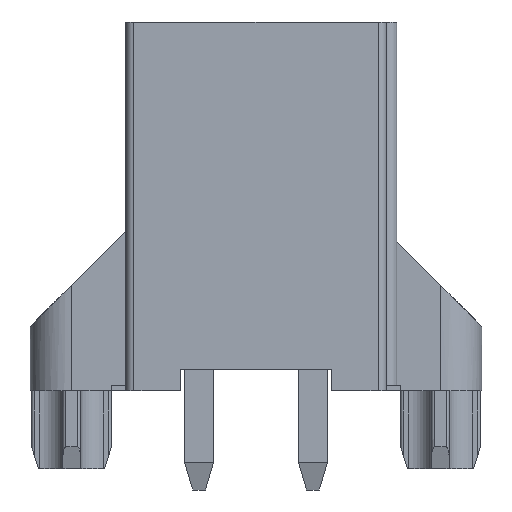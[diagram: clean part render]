
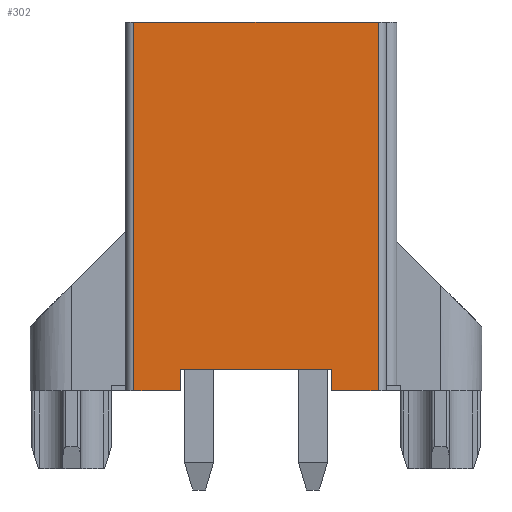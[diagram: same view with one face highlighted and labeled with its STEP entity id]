
A CAD part, front view. The second image highlights one B-rep face of the part: STEP entity #302.
In plain terms, the highlighted planar face has unit normal (0, -1, 0).
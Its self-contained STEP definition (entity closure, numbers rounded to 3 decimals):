
#302 = ADVANCED_FACE( '', ( #745 ), #746, .T. );
#745 = FACE_OUTER_BOUND( '', #1190, .T. );
#746 = PLANE( '', #1191 );
#1190 = EDGE_LOOP( '', ( #2938, #2939, #2940, #2941, #2942, #2943, #2944, #2945 ) );
#1191 = AXIS2_PLACEMENT_3D( '', #2946, #2947, #2948 );
#2938 = ORIENTED_EDGE( '', *, *, #3520, .F. );
#2939 = ORIENTED_EDGE( '', *, *, #3469, .T. );
#2940 = ORIENTED_EDGE( '', *, *, #3096, .F. );
#2941 = ORIENTED_EDGE( '', *, *, #3316, .F. );
#2942 = ORIENTED_EDGE( '', *, *, #3516, .T. );
#2943 = ORIENTED_EDGE( '', *, *, #3365, .T. );
#2944 = ORIENTED_EDGE( '', *, *, #3359, .T. );
#2945 = ORIENTED_EDGE( '', *, *, #3440, .T. );
#2946 = CARTESIAN_POINT( '', ( -4.5, -4.8, 6.8 ) );
#2947 = DIRECTION( '', ( 0., -1., 0. ) );
#2948 = DIRECTION( '', ( 0., 0., -1. ) );
#3096 = EDGE_CURVE( '', #3776, #3777, #3778, .T. );
#3316 = EDGE_CURVE( '', #4161, #3776, #4163, .T. );
#3359 = EDGE_CURVE( '', #4230, #4228, #4231, .T. );
#3365 = EDGE_CURVE( '', #4241, #4230, #4242, .T. );
#3440 = EDGE_CURVE( '', #4228, #4348, #4350, .T. );
#3469 = EDGE_CURVE( '', #4389, #3777, #4390, .T. );
#3516 = EDGE_CURVE( '', #4161, #4241, #4442, .T. );
#3520 = EDGE_CURVE( '', #4389, #4348, #4446, .T. );
#3776 = VERTEX_POINT( '', #4936 );
#3777 = VERTEX_POINT( '', #4937 );
#3778 = LINE( '', #4938, #4939 );
#4161 = VERTEX_POINT( '', #5582 );
#4163 = LINE( '', #5584, #5585 );
#4228 = VERTEX_POINT( '', #5689 );
#4230 = VERTEX_POINT( '', #5692 );
#4231 = LINE( '', #5693, #5694 );
#4241 = VERTEX_POINT( '', #5709 );
#4242 = LINE( '', #5710, #5711 );
#4348 = VERTEX_POINT( '', #5892 );
#4350 = LINE( '', #5895, #5896 );
#4389 = VERTEX_POINT( '', #5962 );
#4390 = LINE( '', #5963, #5964 );
#4442 = LINE( '', #6069, #6070 );
#4446 = LINE( '', #6077, #6078 );
#4936 = CARTESIAN_POINT( '', ( 4.5, -4.8, 6.8 ) );
#4937 = CARTESIAN_POINT( '', ( 4.5, -4.8, -6.8 ) );
#4938 = CARTESIAN_POINT( '', ( 4.5, -4.8, 6.8 ) );
#4939 = VECTOR( '', #6231, 1000. );
#5582 = CARTESIAN_POINT( '', ( -4.5, -4.8, 6.8 ) );
#5584 = CARTESIAN_POINT( '', ( -4.5, -4.8, 6.8 ) );
#5585 = VECTOR( '', #6489, 1000. );
#5689 = CARTESIAN_POINT( '', ( -2.8, -4.8, -6. ) );
#5692 = CARTESIAN_POINT( '', ( -2.8, -4.8, -6.8 ) );
#5693 = CARTESIAN_POINT( '', ( -2.8, -4.8, -6.8 ) );
#5694 = VECTOR( '', #6536, 1000. );
#5709 = CARTESIAN_POINT( '', ( -4.5, -4.8, -6.8 ) );
#5710 = CARTESIAN_POINT( '', ( -4.5, -4.8, -6.8 ) );
#5711 = VECTOR( '', #6542, 1000. );
#5892 = CARTESIAN_POINT( '', ( 2.8, -4.8, -6. ) );
#5895 = CARTESIAN_POINT( '', ( -2.8, -4.8, -6. ) );
#5896 = VECTOR( '', #6626, 1000. );
#5962 = CARTESIAN_POINT( '', ( 2.8, -4.8, -6.8 ) );
#5963 = CARTESIAN_POINT( '', ( 2.8, -4.8, -6.8 ) );
#5964 = VECTOR( '', #6657, 1000. );
#6069 = CARTESIAN_POINT( '', ( -4.5, -4.8, 6.8 ) );
#6070 = VECTOR( '', #6707, 1000. );
#6077 = CARTESIAN_POINT( '', ( 2.8, -4.8, -6.8 ) );
#6078 = VECTOR( '', #6711, 1000. );
#6231 = DIRECTION( '', ( 0., 0., -1. ) );
#6489 = DIRECTION( '', ( 1., 0., 0. ) );
#6536 = DIRECTION( '', ( 0., 0., 1. ) );
#6542 = DIRECTION( '', ( 1., 0., 0. ) );
#6626 = DIRECTION( '', ( 1., 0., 0. ) );
#6657 = DIRECTION( '', ( 1., 0., 0. ) );
#6707 = DIRECTION( '', ( 0., 0., -1. ) );
#6711 = DIRECTION( '', ( 0., 0., 1. ) );
